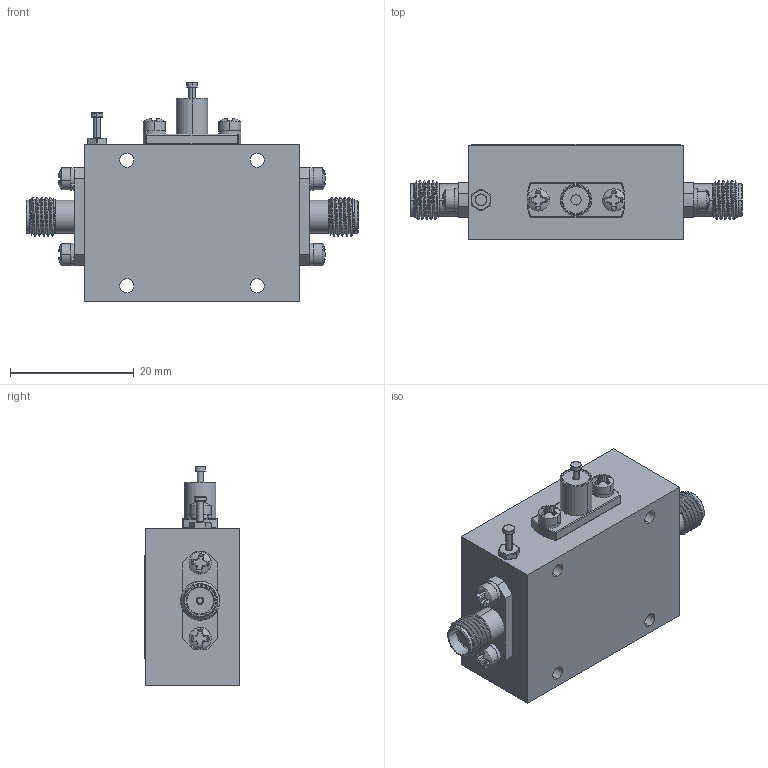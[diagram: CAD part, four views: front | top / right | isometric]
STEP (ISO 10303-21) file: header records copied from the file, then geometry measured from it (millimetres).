
FILE_DESCRIPTION (( 'STEP AP214' ), '1' );
FILE_NAME ('PEC-30-0R5G50G-22-12-24FF.STEP', '2025-04-16T12:45:36', ( '' ), ( '' ), 'SwSTEP 2.0', 'SolidWorks 2024', '' );
FILE_SCHEMA (( 'AUTOMOTIVE_DESIGN' ));
Length unit declared in the file: inch
Products named in the file (1): PEC-30-0R5G50G-22-12-24FF
Bounding box: 53.7 x 15.34 x 35.43 mm (x, y, z)
Volume: 14312.9 mm3; surface area: 7254.1 mm2
Topology: 27 solids, 27 shells, 796 faces, 2980 edges, 2394 vertices
Faces by surface type: plane 416, cylinder 179, cone 91, sphere 47, torus 45, bspline 18
Entity records: 45999 total; most frequent: CARTESIAN_POINT 14558, ORIENTED_EDGE 5916, DIRECTION 4559, EDGE_CURVE 2958, VERTEX_POINT 2394, AXIS2_PLACEMENT_3D 1544, VECTOR 1471, LINE 1471
